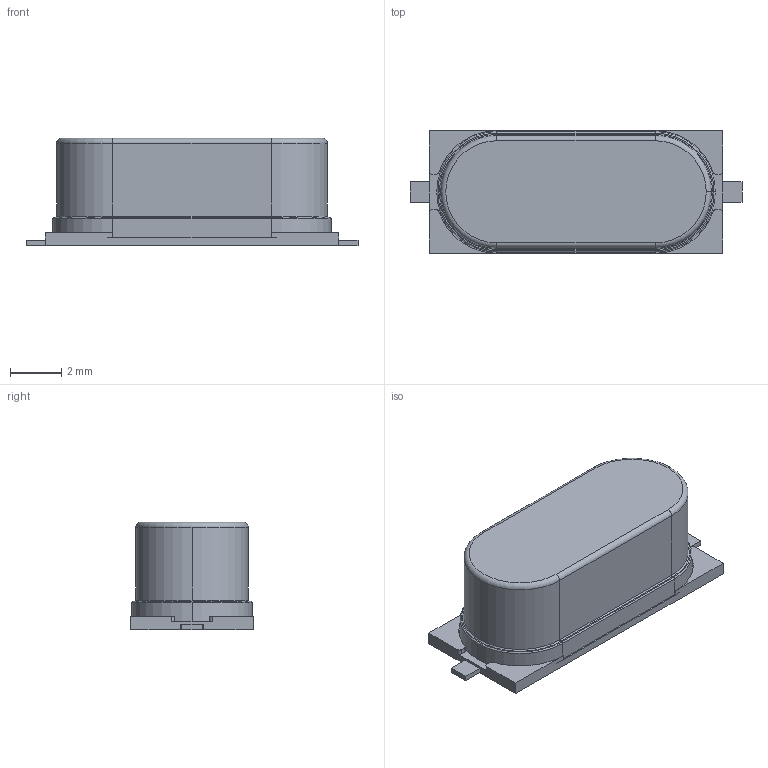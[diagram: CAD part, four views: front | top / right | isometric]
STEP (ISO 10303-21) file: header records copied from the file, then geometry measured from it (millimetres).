
FILE_DESCRIPTION (( 'STEP AP214' ), '1' );
FILE_NAME ('CRYSTAL-SMD_L11.5-W4.8-LS13.0.STEP', '2021-12-21T02:25:29', ( 'PC' ), ( 'Microsoft' ), 'SwSTEP 2.0', 'SolidWorks 2020', '' );
FILE_SCHEMA (( 'AUTOMOTIVE_DESIGN' ));
Length unit declared in the file: millimetre
Products named in the file (1): CRYSTAL-SMD_L11.5-W4.8-LS13.0
Bounding box: 13 x 4.8 x 4.21 mm (x, y, z)
Volume: 186.7 mm3; surface area: 235.2 mm2
Topology: 1 solids, 1 shells, 136 faces, 355 edges, 230 vertices
Faces by surface type: plane 89, cylinder 24, bspline 14, torus 9
Entity records: 6352 total; most frequent: CARTESIAN_POINT 1520, ORIENTED_EDGE 710, DIRECTION 636, EDGE_CURVE 355, VECTOR 264, LINE 264, VERTEX_POINT 230, AXIS2_PLACEMENT_3D 186
